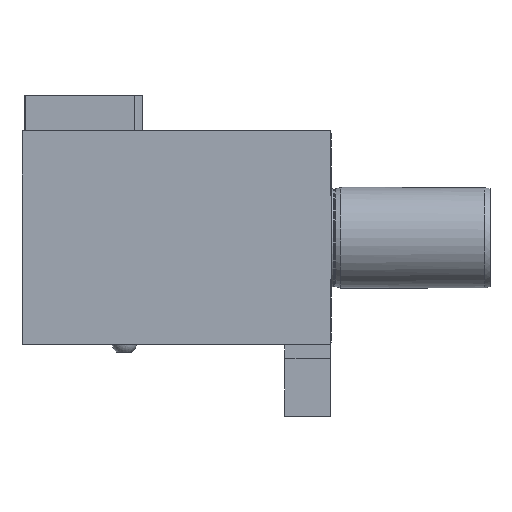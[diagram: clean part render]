
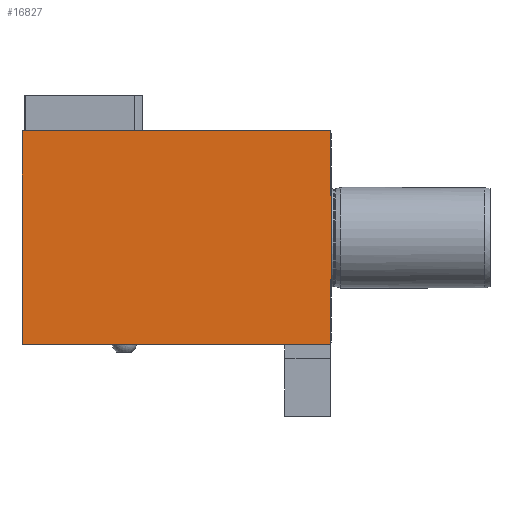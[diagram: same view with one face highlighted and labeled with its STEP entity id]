
A CAD part, left-side view. The second image highlights one B-rep face of the part: STEP entity #16827.
In plain terms, the highlighted planar face has unit normal (-1, 0, 0).
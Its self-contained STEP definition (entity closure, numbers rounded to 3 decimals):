
#402 = EDGE_CURVE ( 'NONE', #17350, #1375, #1382, .T. ) ;
#479 = VECTOR ( 'NONE', #10269, 1000. ) ;
#1063 = FACE_OUTER_BOUND ( 'NONE', #18096, .T. ) ;
#1148 = LINE ( 'NONE', #12746, #17002 ) ;
#1375 = VERTEX_POINT ( 'NONE', #17679 ) ;
#1382 = LINE ( 'NONE', #8189, #8587 ) ;
#1621 = ORIENTED_EDGE ( 'NONE', *, *, #7429, .F. ) ;
#1736 = CARTESIAN_POINT ( 'NONE',  ( -38., 123., 42.5 ) ) ;
#2079 = VERTEX_POINT ( 'NONE', #7417 ) ;
#2385 = CARTESIAN_POINT ( 'NONE',  ( -38., 0.5, -42.5 ) ) ;
#2975 = CARTESIAN_POINT ( 'NONE',  ( -38., 0.5, 16.681 ) ) ;
#3051 = PLANE ( 'NONE',  #20466 ) ;
#3084 = EDGE_CURVE ( 'NONE', #10817, #9132, #20635, .T. ) ;
#3478 = VERTEX_POINT ( 'NONE', #14449 ) ;
#3495 = DIRECTION ( 'NONE',  ( 0., -1., 0. ) ) ;
#3954 = ORIENTED_EDGE ( 'NONE', *, *, #11743, .T. ) ;
#4100 = ORIENTED_EDGE ( 'NONE', *, *, #402, .F. ) ;
#4461 = VECTOR ( 'NONE', #3495, 1000. ) ;
#4657 = VECTOR ( 'NONE', #5627, 1000. ) ;
#4669 = CARTESIAN_POINT ( 'NONE',  ( -38., 123., -42.5 ) ) ;
#5447 = DIRECTION ( 'NONE',  ( 0., -1., 0. ) ) ;
#5627 = DIRECTION ( 'NONE',  ( 0., 1., 0. ) ) ;
#6128 = LINE ( 'NONE', #19252, #12171 ) ;
#6706 = ORIENTED_EDGE ( 'NONE', *, *, #17870, .F. ) ;
#7417 = CARTESIAN_POINT ( 'NONE',  ( -38., 0.5, -42.5 ) ) ;
#7429 = EDGE_CURVE ( 'NONE', #15494, #10817, #10385, .T. ) ;
#8189 = CARTESIAN_POINT ( 'NONE',  ( -38., 123., -42.5 ) ) ;
#8587 = VECTOR ( 'NONE', #14617, 1000. ) ;
#8649 = LINE ( 'NONE', #1736, #9908 ) ;
#8655 = ORIENTED_EDGE ( 'NONE', *, *, #19445, .T. ) ;
#8852 = DIRECTION ( 'NONE',  ( 0., 0., 1. ) ) ;
#9132 = VERTEX_POINT ( 'NONE', #12933 ) ;
#9185 = DIRECTION ( 'NONE',  ( 0., 0., 1. ) ) ;
#9851 = ORIENTED_EDGE ( 'NONE', *, *, #14890, .F. ) ;
#9908 = VECTOR ( 'NONE', #5447, 1000. ) ;
#10160 = CARTESIAN_POINT ( 'NONE',  ( -38., 0., 0. ) ) ;
#10269 = DIRECTION ( 'NONE',  ( 0., 0., -1. ) ) ;
#10385 = LINE ( 'NONE', #10160, #479 ) ;
#10817 = VERTEX_POINT ( 'NONE', #18091 ) ;
#11349 = DIRECTION ( 'NONE',  ( 1., 0., 0. ) ) ;
#11743 = EDGE_CURVE ( 'NONE', #12434, #3478, #6128, .T. ) ;
#11972 = CARTESIAN_POINT ( 'NONE',  ( -38., 123., -42.5 ) ) ;
#12171 = VECTOR ( 'NONE', #9185, 1000. ) ;
#12410 = CARTESIAN_POINT ( 'NONE',  ( -38., 0., -16.681 ) ) ;
#12434 = VERTEX_POINT ( 'NONE', #2975 ) ;
#12624 = DIRECTION ( 'NONE',  ( 0., -1., 0. ) ) ;
#12746 = CARTESIAN_POINT ( 'NONE',  ( -38., 0., 16.681 ) ) ;
#12933 = CARTESIAN_POINT ( 'NONE',  ( -38., 0.5, -16.681 ) ) ;
#13978 = CARTESIAN_POINT ( 'NONE',  ( -38., 0., 16.681 ) ) ;
#14449 = CARTESIAN_POINT ( 'NONE',  ( -38., 0.5, 42.5 ) ) ;
#14617 = DIRECTION ( 'NONE',  ( 0., 0., 1. ) ) ;
#14890 = EDGE_CURVE ( 'NONE', #1375, #3478, #8649, .T. ) ;
#15494 = VERTEX_POINT ( 'NONE', #13978 ) ;
#16827 = ADVANCED_FACE ( 'Defeature completata2_71', ( #1063 ), #3051, .F. ) ;
#16928 = CARTESIAN_POINT ( 'NONE',  ( -38., 123., -42.5 ) ) ;
#17002 = VECTOR ( 'NONE', #12624, 1000. ) ;
#17350 = VERTEX_POINT ( 'NONE', #11972 ) ;
#17384 = LINE ( 'NONE', #2385, #21578 ) ;
#17571 = ORIENTED_EDGE ( 'NONE', *, *, #3084, .F. ) ;
#17597 = DIRECTION ( 'NONE',  ( 0., 1., 0. ) ) ;
#17679 = CARTESIAN_POINT ( 'NONE',  ( -38., 123., 42.5 ) ) ;
#17870 = EDGE_CURVE ( 'NONE', #12434, #15494, #1148, .T. ) ;
#18091 = CARTESIAN_POINT ( 'NONE',  ( -38., 0., -16.681 ) ) ;
#18096 = EDGE_LOOP ( 'NONE', ( #8655, #17571, #1621, #6706, #3954, #9851, #4100, #19427 ) ) ;
#19252 = CARTESIAN_POINT ( 'NONE',  ( -38., 0.5, -42.5 ) ) ;
#19427 = ORIENTED_EDGE ( 'NONE', *, *, #20268, .T. ) ;
#19445 = EDGE_CURVE ( 'NONE', #2079, #9132, #17384, .T. ) ;
#19776 = LINE ( 'NONE', #16928, #4461 ) ;
#20268 = EDGE_CURVE ( 'NONE', #17350, #2079, #19776, .T. ) ;
#20466 = AXIS2_PLACEMENT_3D ( 'NONE', #4669, #11349, #17597 ) ;
#20635 = LINE ( 'NONE', #12410, #4657 ) ;
#21578 = VECTOR ( 'NONE', #8852, 1000. ) ;
